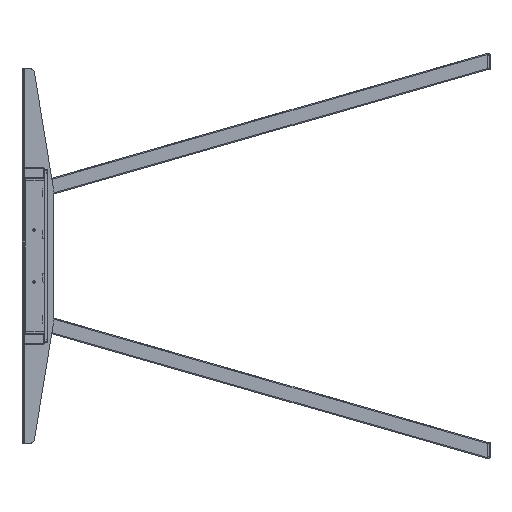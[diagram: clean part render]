
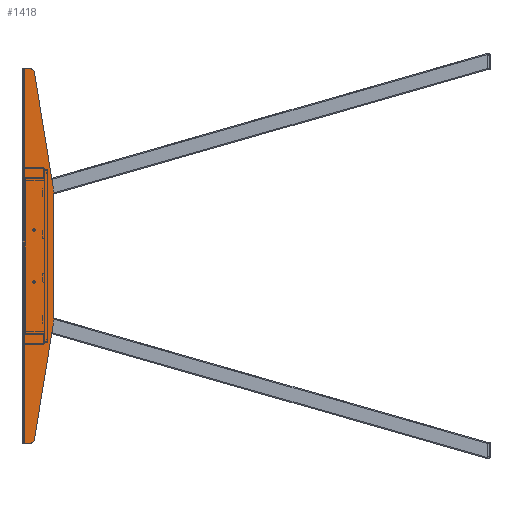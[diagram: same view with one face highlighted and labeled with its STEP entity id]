
A CAD part, left-side view. The second image highlights one B-rep face of the part: STEP entity #1418.
In plain terms, the highlighted planar face has unit normal (-1, 0, 0).
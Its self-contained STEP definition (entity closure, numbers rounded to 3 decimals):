
#243 = DIRECTION ( 'NONE',  ( 0., -1., 0. ) ) ;
#401 = EDGE_CURVE ( 'NONE', #2924, #6722, #32496, .T. ) ;
#559 = ORIENTED_EDGE ( 'NONE', *, *, #34570, .T. ) ;
#747 = ORIENTED_EDGE ( 'NONE', *, *, #1641, .T. ) ;
#801 = AXIS2_PLACEMENT_3D ( 'NONE', #12007, #15339, #12150 ) ;
#1285 = VERTEX_POINT ( 'NONE', #8874 ) ;
#1418 = ADVANCED_FACE ( 'NONE', ( #21463 ), #9390, .T. ) ;
#1523 = ORIENTED_EDGE ( 'NONE', *, *, #1981, .F. ) ;
#1641 = EDGE_CURVE ( 'NONE', #34599, #38765, #5746, .T. ) ;
#1729 = EDGE_CURVE ( 'NONE', #34599, #22709, #38093, .T. ) ;
#1863 = CARTESIAN_POINT ( 'NONE',  ( -1217., 885.008, -350.1 ) ) ;
#1981 = EDGE_CURVE ( 'NONE', #8968, #13547, #23310, .T. ) ;
#2127 = ORIENTED_EDGE ( 'NONE', *, *, #2598, .T. ) ;
#2598 = EDGE_CURVE ( 'NONE', #1285, #13547, #38492, .T. ) ;
#2924 = VERTEX_POINT ( 'NONE', #31800 ) ;
#3535 = LINE ( 'NONE', #9575, #34930 ) ;
#3749 = DIRECTION ( 'NONE',  ( 0., 0., -1. ) ) ;
#3765 = CIRCLE ( 'NONE', #8887, 10. ) ;
#3874 = CARTESIAN_POINT ( 'NONE',  ( -1217., 895.331, 359.9 ) ) ;
#5746 = CIRCLE ( 'NONE', #17094, 10. ) ;
#5956 = VECTOR ( 'NONE', #3749, 1000. ) ;
#6564 = CARTESIAN_POINT ( 'NONE',  ( -1217., 885.008, -360.1 ) ) ;
#6722 = VERTEX_POINT ( 'NONE', #17539 ) ;
#8874 = CARTESIAN_POINT ( 'NONE',  ( -1217., 838.331, 120.866 ) ) ;
#8887 = AXIS2_PLACEMENT_3D ( 'NONE', #15342, #36595, #18388 ) ;
#8968 = VERTEX_POINT ( 'NONE', #39396 ) ;
#9085 = EDGE_CURVE ( 'NONE', #8968, #13522, #3765, .T. ) ;
#9285 = ORIENTED_EDGE ( 'NONE', *, *, #35754, .F. ) ;
#9390 = PLANE ( 'NONE',  #801 ) ;
#9575 = CARTESIAN_POINT ( 'NONE',  ( -1217., 876.501, 359.9 ) ) ;
#9997 = CARTESIAN_POINT ( 'NONE',  ( -1217., 885.008, 359.9 ) ) ;
#11537 = CARTESIAN_POINT ( 'NONE',  ( -1217., 838.331, 124.9 ) ) ;
#11627 = DIRECTION ( 'NONE',  ( 0., 0., 1. ) ) ;
#11938 = DIRECTION ( 'NONE',  ( 0., -0.16, -0.987 ) ) ;
#12007 = CARTESIAN_POINT ( 'NONE',  ( -1217., 899.331, 359.9 ) ) ;
#12150 = DIRECTION ( 'NONE',  ( 0., 0., 1. ) ) ;
#12785 = CARTESIAN_POINT ( 'NONE',  ( -1217., 838.978, 128.882 ) ) ;
#12983 = DIRECTION ( 'NONE',  ( 0., 0., -1. ) ) ;
#13342 = CARTESIAN_POINT ( 'NONE',  ( -1217., 875.137, -351.703 ) ) ;
#13522 = VERTEX_POINT ( 'NONE', #9997 ) ;
#13547 = VERTEX_POINT ( 'NONE', #12785 ) ;
#14376 = VECTOR ( 'NONE', #12983, 1000. ) ;
#14815 = EDGE_CURVE ( 'NONE', #2924, #38765, #30543, .T. ) ;
#15339 = DIRECTION ( 'NONE',  ( -1., 0., 0. ) ) ;
#15342 = CARTESIAN_POINT ( 'NONE',  ( -1217., 885.008, 349.9 ) ) ;
#15344 = AXIS2_PLACEMENT_3D ( 'NONE', #26795, #33045, #11627 ) ;
#15488 = ORIENTED_EDGE ( 'NONE', *, *, #30102, .F. ) ;
#16194 = VECTOR ( 'NONE', #11938, 1000. ) ;
#17094 = AXIS2_PLACEMENT_3D ( 'NONE', #1863, #20305, #32301 ) ;
#17419 = CARTESIAN_POINT ( 'NONE',  ( -1217., 876.501, -360.1 ) ) ;
#17539 = CARTESIAN_POINT ( 'NONE',  ( -1217., 838.331, -121.066 ) ) ;
#18388 = DIRECTION ( 'NONE',  ( 0., 0., 1. ) ) ;
#19294 = VERTEX_POINT ( 'NONE', #34419 ) ;
#20305 = DIRECTION ( 'NONE',  ( -1., 0., 0. ) ) ;
#20954 = DIRECTION ( 'NONE',  ( 0., 1., 0. ) ) ;
#21232 = ORIENTED_EDGE ( 'NONE', *, *, #401, .T. ) ;
#21463 = FACE_OUTER_BOUND ( 'NONE', #29315, .T. ) ;
#22120 = LINE ( 'NONE', #3874, #5956 ) ;
#22709 = VERTEX_POINT ( 'NONE', #33476 ) ;
#23310 = LINE ( 'NONE', #11537, #16194 ) ;
#26314 = DIRECTION ( 'NONE',  ( 0., 0.16, -0.987 ) ) ;
#26328 = CARTESIAN_POINT ( 'NONE',  ( -1217., 888.331, -121.066 ) ) ;
#26723 = DIRECTION ( 'NONE',  ( -1., 0., 0. ) ) ;
#26795 = CARTESIAN_POINT ( 'NONE',  ( -1217., 888.331, 120.866 ) ) ;
#28019 = CARTESIAN_POINT ( 'NONE',  ( -1217., 838.331, -125.1 ) ) ;
#28870 = ORIENTED_EDGE ( 'NONE', *, *, #14815, .F. ) ;
#29315 = EDGE_LOOP ( 'NONE', ( #28870, #21232, #9285, #2127, #1523, #30511, #15488, #559, #33931, #747 ) ) ;
#29548 = DIRECTION ( 'NONE',  ( 0., 0., 1. ) ) ;
#30102 = EDGE_CURVE ( 'NONE', #19294, #13522, #3535, .T. ) ;
#30174 = CARTESIAN_POINT ( 'NONE',  ( -1217., 899.331, -360.1 ) ) ;
#30511 = ORIENTED_EDGE ( 'NONE', *, *, #9085, .T. ) ;
#30543 = LINE ( 'NONE', #17419, #31492 ) ;
#31492 = VECTOR ( 'NONE', #26314, 1000. ) ;
#31800 = CARTESIAN_POINT ( 'NONE',  ( -1217., 838.978, -129.082 ) ) ;
#32301 = DIRECTION ( 'NONE',  ( 0., 0., 1. ) ) ;
#32496 = CIRCLE ( 'NONE', #35366, 50. ) ;
#33045 = DIRECTION ( 'NONE',  ( -1., 0., 0. ) ) ;
#33476 = CARTESIAN_POINT ( 'NONE',  ( -1217., 895.331, -360.1 ) ) ;
#33931 = ORIENTED_EDGE ( 'NONE', *, *, #1729, .F. ) ;
#34419 = CARTESIAN_POINT ( 'NONE',  ( -1217., 895.331, 359.9 ) ) ;
#34570 = EDGE_CURVE ( 'NONE', #19294, #22709, #22120, .T. ) ;
#34599 = VERTEX_POINT ( 'NONE', #6564 ) ;
#34930 = VECTOR ( 'NONE', #243, 1000. ) ;
#35366 = AXIS2_PLACEMENT_3D ( 'NONE', #26328, #26723, #29548 ) ;
#35754 = EDGE_CURVE ( 'NONE', #1285, #6722, #38187, .T. ) ;
#36172 = VECTOR ( 'NONE', #20954, 1000. ) ;
#36595 = DIRECTION ( 'NONE',  ( -1., 0., 0. ) ) ;
#38093 = LINE ( 'NONE', #30174, #36172 ) ;
#38187 = LINE ( 'NONE', #28019, #14376 ) ;
#38492 = CIRCLE ( 'NONE', #15344, 50. ) ;
#38765 = VERTEX_POINT ( 'NONE', #13342 ) ;
#39396 = CARTESIAN_POINT ( 'NONE',  ( -1217., 875.137, 351.503 ) ) ;
